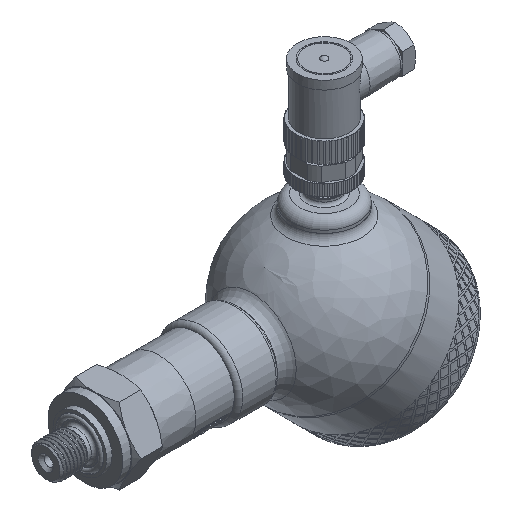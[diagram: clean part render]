
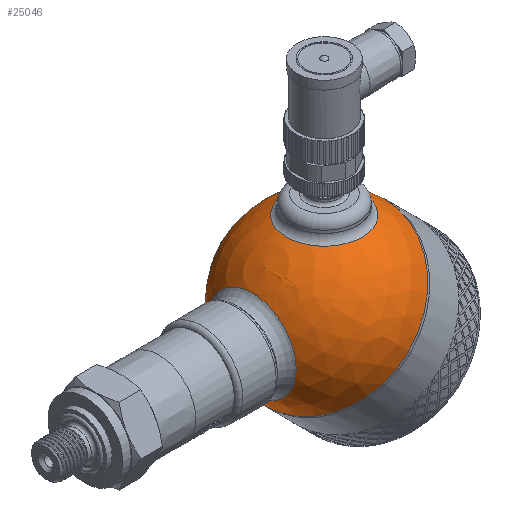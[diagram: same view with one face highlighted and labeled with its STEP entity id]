
A CAD part, isometric view. The second image highlights one B-rep face of the part: STEP entity #25046.
In plain terms, the highlighted spherical face has radius 30 mm.
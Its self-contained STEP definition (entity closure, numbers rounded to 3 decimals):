
#36=SPHERICAL_SURFACE('',#26590,30.);
#999=FACE_BOUND('',#3403,.T.);
#1000=FACE_BOUND('',#3404,.T.);
#1766=FACE_OUTER_BOUND('',#3402,.T.);
#3402=EDGE_LOOP('',(#18007,#18008,#18009,#18010));
#3403=EDGE_LOOP('',(#18011));
#3404=EDGE_LOOP('',(#18012));
#4908=CIRCLE('',#26512,30.);
#4909=CIRCLE('',#26513,30.);
#4936=CIRCLE('',#26586,13.5);
#4939=CIRCLE('',#26591,30.);
#4940=CIRCLE('',#26592,15.643);
#9585=VERTEX_POINT('',#34410);
#9586=VERTEX_POINT('',#34412);
#10085=VERTEX_POINT('',#40799);
#10087=VERTEX_POINT('',#40806);
#10088=VERTEX_POINT('',#40808);
#12296=EDGE_CURVE('',#9585,#9586,#4908,.T.);
#12297=EDGE_CURVE('',#9586,#9585,#4909,.T.);
#13048=EDGE_CURVE('',#10085,#10085,#4936,.T.);
#13051=EDGE_CURVE('',#9586,#10087,#4939,.T.);
#13052=EDGE_CURVE('',#10088,#10088,#4940,.T.);
#18007=ORIENTED_EDGE('',*,*,#12297,.F.);
#18008=ORIENTED_EDGE('',*,*,#13051,.T.);
#18009=ORIENTED_EDGE('',*,*,#13051,.F.);
#18010=ORIENTED_EDGE('',*,*,#12296,.F.);
#18011=ORIENTED_EDGE('',*,*,#13052,.F.);
#18012=ORIENTED_EDGE('',*,*,#13048,.F.);
#25046=ADVANCED_FACE('',(#1766,#999,#1000),#36,.T.);
#26512=AXIS2_PLACEMENT_3D('',#34413,#28222,#28223);
#26513=AXIS2_PLACEMENT_3D('',#34414,#28224,#28225);
#26586=AXIS2_PLACEMENT_3D('',#40800,#28634,#28635);
#26590=AXIS2_PLACEMENT_3D('',#40805,#28642,#28643);
#26591=AXIS2_PLACEMENT_3D('',#40807,#28644,#28645);
#26592=AXIS2_PLACEMENT_3D('',#40809,#28646,#28647);
#28222=DIRECTION('center_axis',(1.,0.,0.));
#28223=DIRECTION('ref_axis',(0.,1.,0.));
#28224=DIRECTION('center_axis',(1.,0.,0.));
#28225=DIRECTION('ref_axis',(0.,1.,0.));
#28634=DIRECTION('center_axis',(-0.707,0.,-0.707));
#28635=DIRECTION('ref_axis',(-0.707,0.,0.707));
#28642=DIRECTION('center_axis',(1.,0.,0.));
#28643=DIRECTION('ref_axis',(0.,-1.,0.));
#28644=DIRECTION('center_axis',(0.,0.,1.));
#28645=DIRECTION('ref_axis',(0.,1.,0.));
#28646=DIRECTION('center_axis',(-0.707,0.,0.707));
#28647=DIRECTION('ref_axis',(0.707,0.,0.707));
#34410=CARTESIAN_POINT('',(0.,-30.,0.));
#34412=CARTESIAN_POINT('',(0.,30.,0.));
#34413=CARTESIAN_POINT('Origin',(0.,0.,0.));
#34414=CARTESIAN_POINT('Origin',(0.,0.,0.));
#40799=CARTESIAN_POINT('',(-9.398,0.,-28.49));
#40800=CARTESIAN_POINT('Origin',(-18.944,0.,-18.944));
#40805=CARTESIAN_POINT('Origin',(0.,0.,0.));
#40806=CARTESIAN_POINT('',(-30.,0.,0.));
#40807=CARTESIAN_POINT('Origin',(0.,0.,0.));
#40808=CARTESIAN_POINT('',(-29.162,0.,7.04));
#40809=CARTESIAN_POINT('Origin',(-18.101,0.,18.101));
